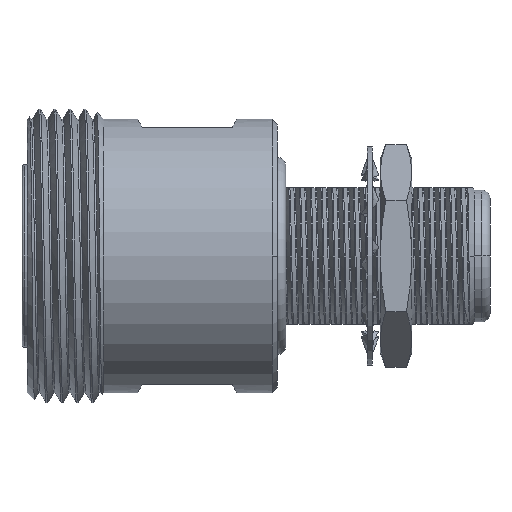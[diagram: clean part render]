
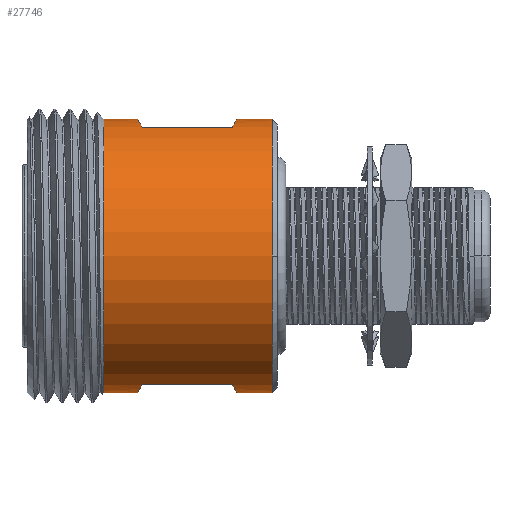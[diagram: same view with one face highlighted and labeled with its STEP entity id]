
A CAD part, front view. The second image highlights one B-rep face of the part: STEP entity #27746.
In plain terms, the highlighted cylindrical face has radius 13.5 mm (diameter 27 mm), a partial arc.
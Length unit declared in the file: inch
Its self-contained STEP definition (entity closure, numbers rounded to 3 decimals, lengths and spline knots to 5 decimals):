
#2735 = LINE ( 'NONE', #29114, #75691 ) ;
#4248 = EDGE_CURVE ( 'NONE', #87414, #41610, #10953, .T. ) ;
#5062 = CARTESIAN_POINT ( 'NONE',  ( 0.8171, -0.18024, 0.5 ) ) ;
#5567 = ORIENTED_EDGE ( 'NONE', *, *, #31507, .T. ) ;
#5593 = EDGE_LOOP ( 'NONE', ( #51714, #87293, #66276, #5567, #69070, #50387, #57387, #23084, #68175, #5783, #47659, #35260, #79241 ) ) ;
#5783 = ORIENTED_EDGE ( 'NONE', *, *, #29212, .F. ) ;
#6556 = CARTESIAN_POINT ( 'NONE',  ( 0.44892, 0., 0.5315 ) ) ;
#7762 = CARTESIAN_POINT ( 'NONE',  ( 0.83528, -0.0616, -0.5315 ) ) ;
#7896 = VERTEX_POINT ( 'NONE', #35040 ) ;
#9723 = DIRECTION ( 'NONE',  ( -1., 0., 0. ) ) ;
#10953 =( BOUNDED_CURVE ( )  B_SPLINE_CURVE ( 3, ( #42414, #84666, #7762, #43327 ),
 .UNSPECIFIED., .F., .F. ) 
 B_SPLINE_CURVE_WITH_KNOTS ( ( 4, 4 ),
 ( 2.7956, 3.14159 ),
 .UNSPECIFIED. ) 
 CURVE ( )  GEOMETRIC_REPRESENTATION_ITEM ( )  RATIONAL_B_SPLINE_CURVE ( ( 1., 0.99, 0.99, 1. ) ) 
 REPRESENTATION_ITEM ( '' )  );
#11250 = CARTESIAN_POINT ( 'NONE',  ( 0.44892, 0., 0.5315 ) ) ;
#13651 = CARTESIAN_POINT ( 'NONE',  ( 1.3189, 0., 0. ) ) ;
#14005 = EDGE_CURVE ( 'NONE', #85875, #78004, #50006, .T. ) ;
#15364 = AXIS2_PLACEMENT_3D ( 'NONE', #86731, #23114, #51256 ) ;
#15919 = AXIS2_PLACEMENT_3D ( 'NONE', #13651, #48043, #47736 ) ;
#16660 = VECTOR ( 'NONE', #32366, 39.37008 ) ;
#16843 = EDGE_CURVE ( 'NONE', #87414, #23497, #86230, .T. ) ;
#18554 = CARTESIAN_POINT ( 'NONE',  ( 0.9721, -0.5315, 0. ) ) ;
#21855 = CARTESIAN_POINT ( 'NONE',  ( 1.3189, -0.18024, 0.5 ) ) ;
#23084 = ORIENTED_EDGE ( 'NONE', *, *, #50752, .T. ) ;
#23114 = DIRECTION ( 'NONE',  ( 1., 0., 0. ) ) ;
#23353 = FACE_OUTER_BOUND ( 'NONE', #5593, .T. ) ;
#23367 = LINE ( 'NONE', #21855, #69731 ) ;
#23497 = VERTEX_POINT ( 'NONE', #58671 ) ;
#24887 = DIRECTION ( 'NONE',  ( 0., 1., 0. ) ) ;
#25265 = AXIS2_PLACEMENT_3D ( 'NONE', #46238, #32318, #24887 ) ;
#26330 = CARTESIAN_POINT ( 'NONE',  ( 0.83528, -0.0616, 0.5315 ) ) ;
#26366 = VERTEX_POINT ( 'NONE', #72781 ) ;
#26662 = CARTESIAN_POINT ( 'NONE',  ( 0.45504, -0.12229, -0.52089 ) ) ;
#26707 = CARTESIAN_POINT ( 'NONE',  ( 0.4671, -0.18024, 0.5 ) ) ;
#27721 = CARTESIAN_POINT ( 'NONE',  ( 0.4671, -0.18024, 0.5 ) ) ;
#27726 = EDGE_CURVE ( 'NONE', #84894, #84536, #47747, .T. ) ;
#27746 = ADVANCED_FACE ( 'NONE', ( #23353 ), #55358, .T. ) ;
#28737 = VECTOR ( 'NONE', #75810, 39.37008 ) ;
#29114 = CARTESIAN_POINT ( 'NONE',  ( 1.3189, 0., -0.5315 ) ) ;
#29212 = EDGE_CURVE ( 'NONE', #7896, #26366, #52001, .T. ) ;
#30758 = DIRECTION ( 'NONE',  ( 0., 1., 0. ) ) ;
#31507 = EDGE_CURVE ( 'NONE', #57276, #85875, #83000, .T. ) ;
#32318 = DIRECTION ( 'NONE',  ( -1., 0., 0. ) ) ;
#32366 = DIRECTION ( 'NONE',  ( -1., 0., 0. ) ) ;
#34234 = EDGE_CURVE ( 'NONE', #84536, #78004, #23367, .T. ) ;
#35040 = CARTESIAN_POINT ( 'NONE',  ( 0.44892, 0., -0.5315 ) ) ;
#35260 = ORIENTED_EDGE ( 'NONE', *, *, #16843, .F. ) ;
#35427 = AXIS2_PLACEMENT_3D ( 'NONE', #73053, #9723, #30758 ) ;
#39815 = DIRECTION ( 'NONE',  ( -1., 0., 0. ) ) ;
#40745 = CARTESIAN_POINT ( 'NONE',  ( 1.3189, 0., 0.5315 ) ) ;
#41454 = VERTEX_POINT ( 'NONE', #58722 ) ;
#41485 = CARTESIAN_POINT ( 'NONE',  ( 0.4671, -0.18024, -0.5 ) ) ;
#41610 = VERTEX_POINT ( 'NONE', #86486 ) ;
#42414 = CARTESIAN_POINT ( 'NONE',  ( 0.8171, -0.18024, -0.5 ) ) ;
#42848 = VECTOR ( 'NONE', #39815, 39.37008 ) ;
#43327 = CARTESIAN_POINT ( 'NONE',  ( 0.83528, 0., -0.5315 ) ) ;
#44045 = CARTESIAN_POINT ( 'NONE',  ( 0.83528, 0., 0.5315 ) ) ;
#46238 = CARTESIAN_POINT ( 'NONE',  ( 0.9721, 0., 0. ) ) ;
#47659 = ORIENTED_EDGE ( 'NONE', *, *, #61140, .F. ) ;
#47736 = DIRECTION ( 'NONE',  ( 0., 0., 1. ) ) ;
#47747 =( BOUNDED_CURVE ( )  B_SPLINE_CURVE ( 3, ( #6556, #90008, #69030, #26707 ),
 .UNSPECIFIED., .F., .F. ) 
 B_SPLINE_CURVE_WITH_KNOTS ( ( 4, 4 ),
 ( 0., 0.34599 ),
 .UNSPECIFIED. ) 
 CURVE ( )  GEOMETRIC_REPRESENTATION_ITEM ( )  RATIONAL_B_SPLINE_CURVE ( ( 1., 0.99, 0.99, 1. ) ) 
 REPRESENTATION_ITEM ( '' )  );
#48043 = DIRECTION ( 'NONE',  ( -1., 0., 0. ) ) ;
#50006 =( BOUNDED_CURVE ( )  B_SPLINE_CURVE ( 3, ( #76927, #26330, #55662, #75730 ),
 .UNSPECIFIED., .F., .F. ) 
 B_SPLINE_CURVE_WITH_KNOTS ( ( 4, 4 ),
 ( 3.14159, 3.48758 ),
 .UNSPECIFIED. ) 
 CURVE ( )  GEOMETRIC_REPRESENTATION_ITEM ( )  RATIONAL_B_SPLINE_CURVE ( ( 1., 0.99, 0.99, 1. ) ) 
 REPRESENTATION_ITEM ( '' )  );
#50387 = ORIENTED_EDGE ( 'NONE', *, *, #34234, .F. ) ;
#50752 = EDGE_CURVE ( 'NONE', #84894, #41454, #61638, .T. ) ;
#51256 = DIRECTION ( 'NONE',  ( 0., 0., 1. ) ) ;
#51714 = ORIENTED_EDGE ( 'NONE', *, *, #63593, .F. ) ;
#52001 = LINE ( 'NONE', #90928, #28737 ) ;
#52886 = CARTESIAN_POINT ( 'NONE',  ( 0.9721, 0., 0.5315 ) ) ;
#54002 = VERTEX_POINT ( 'NONE', #18554 ) ;
#55358 = CYLINDRICAL_SURFACE ( 'NONE', #15919, 0.5315 ) ;
#55662 = CARTESIAN_POINT ( 'NONE',  ( 0.82916, -0.12229, 0.52089 ) ) ;
#56384 = VECTOR ( 'NONE', #56812, 39.37008 ) ;
#56812 = DIRECTION ( 'NONE',  ( -1., 0., 0. ) ) ;
#57276 = VERTEX_POINT ( 'NONE', #52886 ) ;
#57387 = ORIENTED_EDGE ( 'NONE', *, *, #27726, .F. ) ;
#57926 = CIRCLE ( 'NONE', #25265, 0.5315 ) ;
#58671 = CARTESIAN_POINT ( 'NONE',  ( 0.4671, -0.18024, -0.5 ) ) ;
#58722 = CARTESIAN_POINT ( 'NONE',  ( 0.31827, 0., 0.5315 ) ) ;
#61140 = EDGE_CURVE ( 'NONE', #23497, #7896, #70937, .T. ) ;
#61638 = LINE ( 'NONE', #74385, #42848 ) ;
#62192 = CARTESIAN_POINT ( 'NONE',  ( 0.44892, 0., -0.5315 ) ) ;
#63326 = CARTESIAN_POINT ( 'NONE',  ( 1.3189, -0.18024, -0.5 ) ) ;
#63411 = CIRCLE ( 'NONE', #35427, 0.5315 ) ;
#63593 = EDGE_CURVE ( 'NONE', #72276, #41610, #2735, .T. ) ;
#63739 = DIRECTION ( 'NONE',  ( -1., 0., 0. ) ) ;
#66276 = ORIENTED_EDGE ( 'NONE', *, *, #69417, .T. ) ;
#68175 = ORIENTED_EDGE ( 'NONE', *, *, #80067, .T. ) ;
#69030 = CARTESIAN_POINT ( 'NONE',  ( 0.45504, -0.12229, 0.52089 ) ) ;
#69070 = ORIENTED_EDGE ( 'NONE', *, *, #14005, .T. ) ;
#69417 = EDGE_CURVE ( 'NONE', #54002, #57276, #57926, .T. ) ;
#69731 = VECTOR ( 'NONE', #70090, 39.37008 ) ;
#70090 = DIRECTION ( 'NONE',  ( 1., 0., 0. ) ) ;
#70937 =( BOUNDED_CURVE ( )  B_SPLINE_CURVE ( 3, ( #41485, #26662, #76058, #62192 ),
 .UNSPECIFIED., .F., .F. ) 
 B_SPLINE_CURVE_WITH_KNOTS ( ( 4, 4 ),
 ( 5.9372, 6.28319 ),
 .UNSPECIFIED. ) 
 CURVE ( )  GEOMETRIC_REPRESENTATION_ITEM ( )  RATIONAL_B_SPLINE_CURVE ( ( 1., 0.99, 0.99, 1. ) ) 
 REPRESENTATION_ITEM ( '' )  );
#71614 = CARTESIAN_POINT ( 'NONE',  ( 0.8171, -0.18024, -0.5 ) ) ;
#72276 = VERTEX_POINT ( 'NONE', #85562 ) ;
#72781 = CARTESIAN_POINT ( 'NONE',  ( 0.31827, 0., -0.5315 ) ) ;
#73053 = CARTESIAN_POINT ( 'NONE',  ( 0.9721, 0., 0. ) ) ;
#73565 = EDGE_CURVE ( 'NONE', #72276, #54002, #63411, .T. ) ;
#74385 = CARTESIAN_POINT ( 'NONE',  ( 1.3189, 0., 0.5315 ) ) ;
#75691 = VECTOR ( 'NONE', #63739, 39.37008 ) ;
#75730 = CARTESIAN_POINT ( 'NONE',  ( 0.8171, -0.18024, 0.5 ) ) ;
#75810 = DIRECTION ( 'NONE',  ( -1., 0., 0. ) ) ;
#76058 = CARTESIAN_POINT ( 'NONE',  ( 0.44892, -0.0616, -0.5315 ) ) ;
#76927 = CARTESIAN_POINT ( 'NONE',  ( 0.83528, 0., 0.5315 ) ) ;
#78004 = VERTEX_POINT ( 'NONE', #5062 ) ;
#78219 = CIRCLE ( 'NONE', #15364, 0.5315 ) ;
#79241 = ORIENTED_EDGE ( 'NONE', *, *, #4248, .T. ) ;
#80067 = EDGE_CURVE ( 'NONE', #41454, #26366, #78219, .T. ) ;
#83000 = LINE ( 'NONE', #40745, #16660 ) ;
#84536 = VERTEX_POINT ( 'NONE', #27721 ) ;
#84666 = CARTESIAN_POINT ( 'NONE',  ( 0.82916, -0.12229, -0.52089 ) ) ;
#84894 = VERTEX_POINT ( 'NONE', #11250 ) ;
#85562 = CARTESIAN_POINT ( 'NONE',  ( 0.9721, 0., -0.5315 ) ) ;
#85875 = VERTEX_POINT ( 'NONE', #44045 ) ;
#86230 = LINE ( 'NONE', #63326, #56384 ) ;
#86486 = CARTESIAN_POINT ( 'NONE',  ( 0.83528, 0., -0.5315 ) ) ;
#86731 = CARTESIAN_POINT ( 'NONE',  ( 0.31827, 0., 0. ) ) ;
#87293 = ORIENTED_EDGE ( 'NONE', *, *, #73565, .T. ) ;
#87414 = VERTEX_POINT ( 'NONE', #71614 ) ;
#90008 = CARTESIAN_POINT ( 'NONE',  ( 0.44892, -0.0616, 0.5315 ) ) ;
#90928 = CARTESIAN_POINT ( 'NONE',  ( 1.3189, 0., -0.5315 ) ) ;
